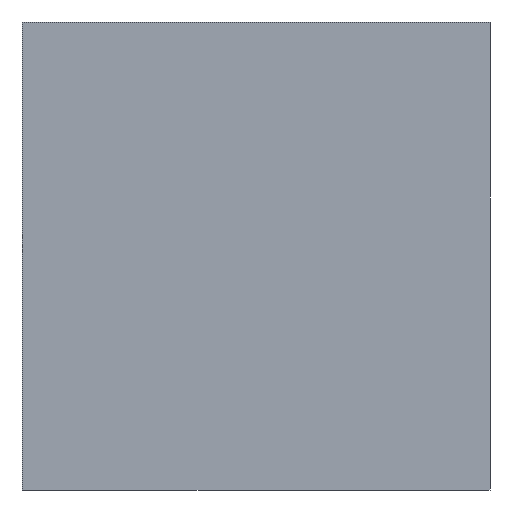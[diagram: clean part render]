
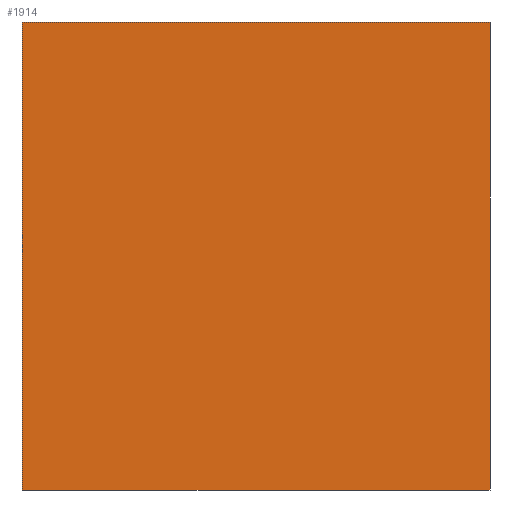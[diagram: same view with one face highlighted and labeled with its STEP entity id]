
A CAD part, front view. The second image highlights one B-rep face of the part: STEP entity #1914.
In plain terms, the highlighted planar face has unit normal (0, -1, 0).
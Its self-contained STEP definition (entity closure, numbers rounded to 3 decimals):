
#179=FACE_OUTER_BOUND('',#275,.T.);
#275=EDGE_LOOP('',(#1744,#1745,#1746,#1747));
#498=LINE('',#3126,#728);
#501=LINE('',#3131,#731);
#503=LINE('',#3135,#733);
#505=LINE('',#3138,#735);
#728=VECTOR('',#2568,10.);
#731=VECTOR('',#2573,10.);
#733=VECTOR('',#2577,10.);
#735=VECTOR('',#2581,10.);
#916=VERTEX_POINT('',#3124);
#917=VERTEX_POINT('',#3125);
#918=VERTEX_POINT('',#3130);
#919=VERTEX_POINT('',#3134);
#1188=EDGE_CURVE('',#916,#917,#498,.T.);
#1191=EDGE_CURVE('',#918,#916,#501,.T.);
#1193=EDGE_CURVE('',#919,#918,#503,.T.);
#1195=EDGE_CURVE('',#917,#919,#505,.T.);
#1744=ORIENTED_EDGE('',*,*,#1195,.F.);
#1745=ORIENTED_EDGE('',*,*,#1188,.F.);
#1746=ORIENTED_EDGE('',*,*,#1191,.F.);
#1747=ORIENTED_EDGE('',*,*,#1193,.F.);
#1819=PLANE('',#2069);
#1914=ADVANCED_FACE('',(#179),#1819,.F.);
#2069=AXIS2_PLACEMENT_3D('',#3139,#2582,#2583);
#2568=DIRECTION('',(-1.,0.,0.));
#2573=DIRECTION('',(0.,0.,-1.));
#2577=DIRECTION('',(1.,0.,0.));
#2581=DIRECTION('',(0.,0.,1.));
#2582=DIRECTION('center_axis',(0.,1.,0.));
#2583=DIRECTION('ref_axis',(1.,0.,0.));
#3124=CARTESIAN_POINT('',(4.,0.,-4.));
#3125=CARTESIAN_POINT('',(0.,0.,-4.));
#3126=CARTESIAN_POINT('',(4.,0.,-4.));
#3130=CARTESIAN_POINT('',(4.,0.,0.));
#3131=CARTESIAN_POINT('',(4.,0.,0.));
#3134=CARTESIAN_POINT('',(0.,0.,0.));
#3135=CARTESIAN_POINT('',(0.,0.,0.));
#3138=CARTESIAN_POINT('',(0.,0.,-4.));
#3139=CARTESIAN_POINT('Origin',(2.,0.,-2.));
